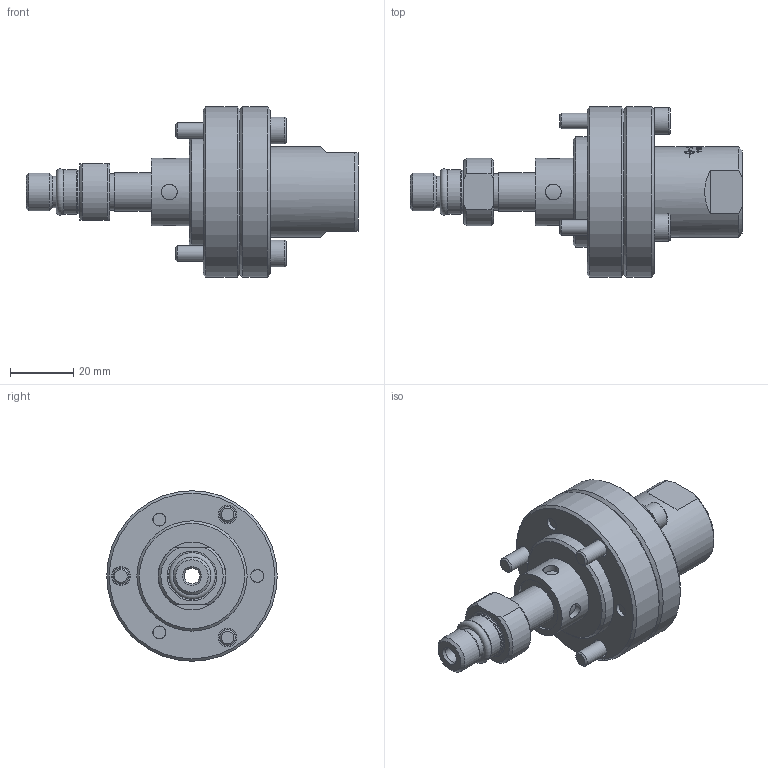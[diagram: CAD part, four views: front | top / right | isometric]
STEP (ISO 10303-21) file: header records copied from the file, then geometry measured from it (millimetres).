
FILE_DESCRIPTION(/* description */ (''),/* implementation_level */ '2;1');
FILE_NAME(/* name */ '1121-410-493-IC.stp',/* time_stamp */ '2020-05-14T15:49:36-05:00',/* author */ ('moorera'),/* organization */ (''),/* preprocessor_version */ 'ST-DEVELOPER v18.1',/* originating_system */ 'Autodesk Inventor 2020',/* authorisation */ '');
FILE_SCHEMA (('AUTOMOTIVE_DESIGN { 1 0 10303 214 3 1 1 }'));
Products named in the file (1): 1121-410-493-IC
Bounding box: 105.15 x 54 x 54 mm (x, y, z)
Volume: 76954.1 mm3; surface area: 20039.6 mm2
Topology: 2 solids, 2 shells, 453 faces, 1205 edges, 816 vertices
Faces by surface type: plane 180, bspline 155, cylinder 77, cone 32, torus 9
Full cylindrical faces by diameter (mm): 4.134 x3, 5 x8, 5.8 x3, 6 x3, 8.5 x3, 9.43 x3, 9.9 x1, 10.2 x3, 11.7 x1, 12 x1, 12.3 x1, 13.8 x1, 14 x1, 14.25 x1, 17.4 x1, 21.5 x1, 28.6 x1, 34.9 x1, 54 x2
Entity records: 49573 total; most frequent: CARTESIAN_POINT 38742, ORIENTED_EDGE 2398, DIRECTION 1867, EDGE_CURVE 1199, VERTEX_POINT 816, AXIS2_PLACEMENT_3D 695, EDGE_LOOP 523, LINE 477
